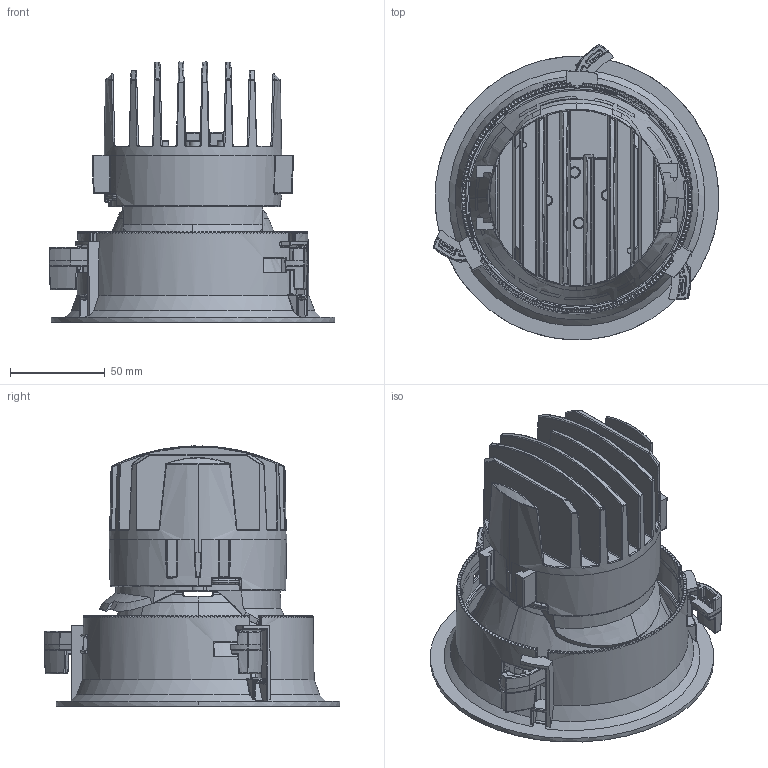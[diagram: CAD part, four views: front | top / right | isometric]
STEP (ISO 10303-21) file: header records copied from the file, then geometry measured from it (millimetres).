
FILE_DESCRIPTION(/* description */ (''),/* implementation_level */ '2;1');
FILE_NAME(/* name */ 'M260620_EVERYTHING 150 ROUND FIXED',/* time_stamp */ '2018-03-06T17:33:08+01:00',/* author */ (''),/* organization */ (''),/* preprocessor_version */ 'ST-DEVELOPER v15',/* originating_system */ '',/* authorisation */ '');
FILE_SCHEMA (('CONFIG_CONTROL_DESIGN'));
Products named in the file (1): Document
Bounding box: 151.03 x 156.31 x 137.57 mm (x, y, z)
Volume: 32802.4 mm3; surface area: 256813.3 mm2
Topology: 6 solids, 21 shells, 3515 faces, 9435 edges, 5681 vertices
Faces by surface type: bspline 2243, plane 1272
Entity records: 184507 total; most frequent: CARTESIAN_POINT 132312, ORIENTED_EDGE 18134, EDGE_CURVE 9206, VERTEX_POINT 5690, B_SPLINE_CURVE_WITH_KNOTS 4319, EDGE_LOOP 3649, ADVANCED_FACE 3497, FACE_OUTER_BOUND 3497
